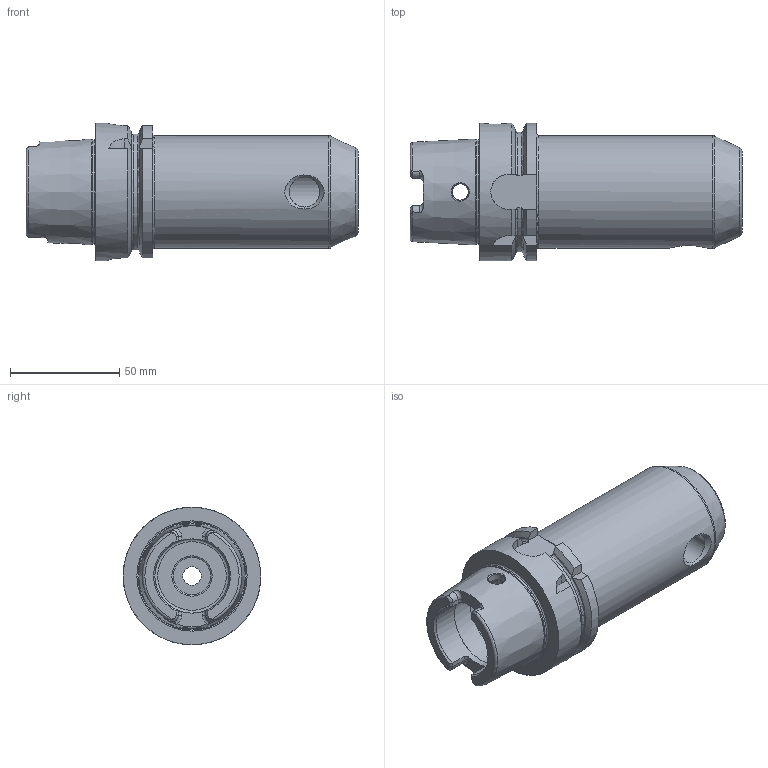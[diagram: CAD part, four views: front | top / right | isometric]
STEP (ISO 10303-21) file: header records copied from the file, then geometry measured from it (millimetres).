
FILE_DESCRIPTION((''),'2;1');
FILE_NAME('6063041-38.stp','2014-01-09T09:40:34',('SCHUESSLER'),(''),'Autodesk Inventor 2012','Autodesk Inventor 2012','');
FILE_SCHEMA(('AUTOMOTIVE_DESIGN { 1 0 10303 214 1 1 1 1 }'));
Length unit declared in the file: millimetre
Products named in the file (1): 6063041-38
Bounding box: 152 x 63 x 63 mm (x, y, z)
Volume: 249564.9 mm3; surface area: 42152.5 mm2
Topology: 1 solids, 1 shells, 133 faces, 345 edges, 217 vertices
Faces by surface type: plane 47, cylinder 36, cone 23, torus 21, bspline 6
Full cylindrical faces by diameter (mm): 2.5 x2, 7.5 x2, 8.4 x1, 10 x1, 13.835 x1, 17 x1, 18.5 x1, 20 x1, 21 x1, 34 x2, 40 x1, 48.021 x1, 51.5 x1, 63 x1
Entity records: 4772 total; most frequent: CARTESIAN_POINT 1843, ORIENTED_EDGE 586, DIRECTION 578, EDGE_CURVE 293, AXIS2_PLACEMENT_3D 244, VERTEX_POINT 203, EDGE_LOOP 182, FACE_OUTER_BOUND 133
